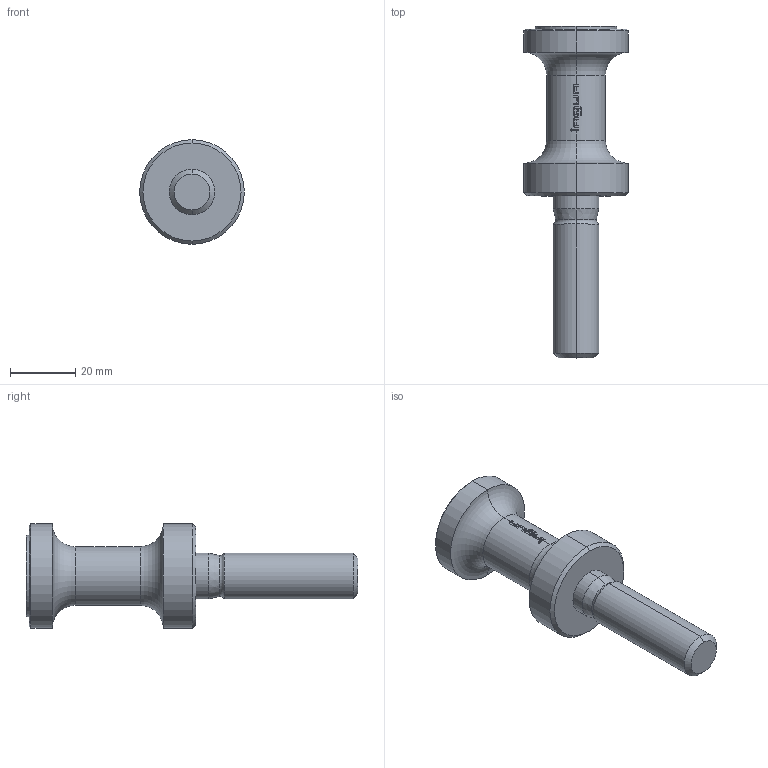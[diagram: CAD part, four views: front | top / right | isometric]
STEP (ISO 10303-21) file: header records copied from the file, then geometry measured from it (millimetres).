
FILE_DESCRIPTION (( 'STEP AP203' ), '1' );
FILE_NAME ('INGUN_KT-2532.STEP', '2021-01-19T09:09:34', ( '' ), ( '' ), 'SwSTEP 2.0', 'SolidWorks 2018', '' );
FILE_SCHEMA (( 'CONFIG_CONTROL_DESIGN' ));
Length unit declared in the file: millimetre
Products named in the file (1): INGUN_KT-2532
Bounding box: 32 x 101.6 x 32 mm (x, y, z)
Volume: 31653 mm3; surface area: 8176.3 mm2
Topology: 1 solids, 1 shells, 111 faces, 298 edges, 192 vertices
Faces by surface type: plane 44, cylinder 31, bspline 22, cone 8, torus 6
Entity records: 3863 total; most frequent: CARTESIAN_POINT 1140, ORIENTED_EDGE 596, DIRECTION 506, EDGE_CURVE 298, AXIS2_PLACEMENT_3D 204, VERTEX_POINT 192, CIRCLE 114, EDGE_LOOP 114
